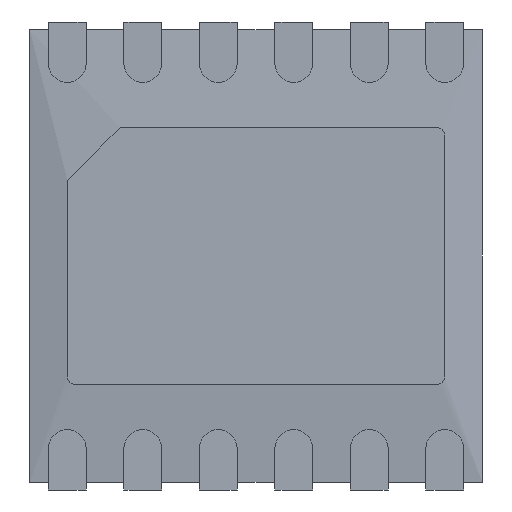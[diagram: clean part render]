
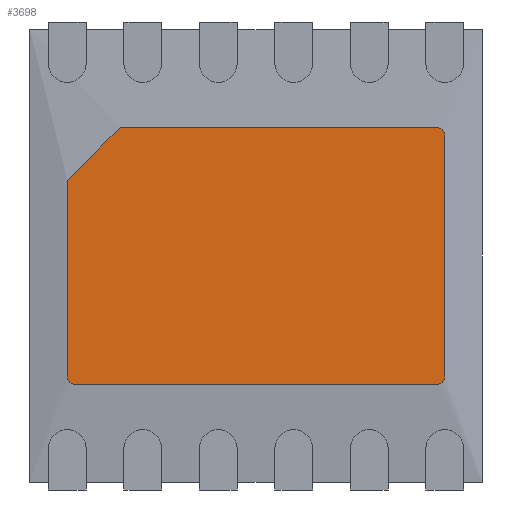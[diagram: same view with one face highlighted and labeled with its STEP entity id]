
A CAD part, front view. The second image highlights one B-rep face of the part: STEP entity #3698.
In plain terms, the highlighted planar face has unit normal (0, -1, 0).
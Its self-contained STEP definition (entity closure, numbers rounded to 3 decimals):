
#3510 = CARTESIAN_POINT ( 'NONE',  ( 1.25, 0., 0.8 ) ) ;
#3511 = VERTEX_POINT ( 'NONE', #3510 ) ;
#3518 = CARTESIAN_POINT ( 'NONE',  ( 1.25, 0., -0.8 ) ) ;
#3519 = VERTEX_POINT ( 'NONE', #3518 ) ;
#3520 = CARTESIAN_POINT ( 'NONE',  ( 1.25, 0., -0.85 ) ) ;
#3521 = DIRECTION ( 'NONE',  ( 0., 0., 1. ) ) ;
#3522 = VECTOR ( 'NONE', #3521, 1000. ) ;
#3523 = LINE ( 'NONE', #3520, #3522 ) ;
#3524 = EDGE_CURVE ( 'NONE', #3519, #3511, #3523, .T. ) ;
#3540 = CARTESIAN_POINT ( 'NONE',  ( 1.2, 0., 0.85 ) ) ;
#3541 = VERTEX_POINT ( 'NONE', #3540 ) ;
#3542 = CARTESIAN_POINT ( 'NONE',  ( -0.9, 0., 0.85 ) ) ;
#3543 = VERTEX_POINT ( 'NONE', #3542 ) ;
#3544 = CARTESIAN_POINT ( 'NONE',  ( -1.25, 0., 0.85 ) ) ;
#3545 = DIRECTION ( 'NONE',  ( -1., 0., 0. ) ) ;
#3546 = VECTOR ( 'NONE', #3545, 1000. ) ;
#3547 = LINE ( 'NONE', #3544, #3546 ) ;
#3548 = EDGE_CURVE ( 'NONE', #3541, #3543, #3547, .T. ) ;
#3590 = CARTESIAN_POINT ( 'NONE',  ( -1.25, 0., -0.8 ) ) ;
#3591 = VERTEX_POINT ( 'NONE', #3590 ) ;
#3598 = CARTESIAN_POINT ( 'NONE',  ( -1.25, 0., 0.5 ) ) ;
#3599 = VERTEX_POINT ( 'NONE', #3598 ) ;
#3600 = CARTESIAN_POINT ( 'NONE',  ( -1.25, 0., -0.85 ) ) ;
#3601 = DIRECTION ( 'NONE',  ( 0., 0., -1. ) ) ;
#3602 = VECTOR ( 'NONE', #3601, 1000. ) ;
#3603 = LINE ( 'NONE', #3600, #3602 ) ;
#3604 = EDGE_CURVE ( 'NONE', #3599, #3591, #3603, .T. ) ;
#3630 = CARTESIAN_POINT ( 'NONE',  ( 1.2, 0., -0.85 ) ) ;
#3631 = VERTEX_POINT ( 'NONE', #3630 ) ;
#3638 = CARTESIAN_POINT ( 'NONE',  ( -1.2, 0., -0.85 ) ) ;
#3639 = VERTEX_POINT ( 'NONE', #3638 ) ;
#3640 = CARTESIAN_POINT ( 'NONE',  ( -1.25, 0., -0.85 ) ) ;
#3641 = DIRECTION ( 'NONE',  ( 1., 0., 0. ) ) ;
#3642 = VECTOR ( 'NONE', #3641, 1000. ) ;
#3643 = LINE ( 'NONE', #3640, #3642 ) ;
#3644 = EDGE_CURVE ( 'NONE', #3639, #3631, #3643, .T. ) ;
#3660 = ORIENTED_EDGE ( 'NONE', *, *, #3524, .T. ) ;
#3661 = CARTESIAN_POINT ( 'NONE',  ( 1.2, 0., 0.8 ) ) ;
#3662 = DIRECTION ( 'NONE',  ( 0., -1., 0. ) ) ;
#3663 = DIRECTION ( 'NONE',  ( 0., 0., 1. ) ) ;
#3664 = AXIS2_PLACEMENT_3D ( 'NONE', #3661, #3662, #3663 ) ;
#3665 = CIRCLE ( 'NONE', #3664, 0.05) ;
#3666 = EDGE_CURVE ( 'NONE', #3511, #3541, #3665, .T. ) ;
#3667 = ORIENTED_EDGE ( 'NONE', *, *, #3666, .T. ) ;
#3668 = ORIENTED_EDGE ( 'NONE', *, *, #3548, .T. ) ;
#3669 = CARTESIAN_POINT ( 'NONE',  ( -1.25, 0., 0.5 ) ) ;
#3670 = DIRECTION ( 'NONE',  ( -0.707, 0., -0.707 ) ) ;
#3671 = VECTOR ( 'NONE', #3670, 1000. ) ;
#3672 = LINE ( 'NONE', #3669, #3671 ) ;
#3673 = EDGE_CURVE ( 'NONE', #3543, #3599, #3672, .T. ) ;
#3674 = ORIENTED_EDGE ( 'NONE', *, *, #3673, .T. ) ;
#3675 = ORIENTED_EDGE ( 'NONE', *, *, #3604, .T. ) ;
#3676 = CARTESIAN_POINT ( 'NONE',  ( -1.2, 0., -0.8 ) ) ;
#3677 = DIRECTION ( 'NONE',  ( 0., -1., 0. ) ) ;
#3678 = DIRECTION ( 'NONE',  ( 0., 0., 1. ) ) ;
#3679 = AXIS2_PLACEMENT_3D ( 'NONE', #3676, #3677, #3678 ) ;
#3680 = CIRCLE ( 'NONE', #3679, 0.05) ;
#3681 = EDGE_CURVE ( 'NONE', #3591, #3639, #3680, .T. ) ;
#3682 = ORIENTED_EDGE ( 'NONE', *, *, #3681, .T. ) ;
#3683 = ORIENTED_EDGE ( 'NONE', *, *, #3644, .T. ) ;
#3684 = CARTESIAN_POINT ( 'NONE',  ( 1.2, 0., -0.8 ) ) ;
#3685 = DIRECTION ( 'NONE',  ( 0., -1., 0. ) ) ;
#3686 = DIRECTION ( 'NONE',  ( 0., 0., 1. ) ) ;
#3687 = AXIS2_PLACEMENT_3D ( 'NONE', #3684, #3685, #3686 ) ;
#3688 = CIRCLE ( 'NONE', #3687, 0.05) ;
#3689 = EDGE_CURVE ( 'NONE', #3631, #3519, #3688, .T. ) ;
#3690 = ORIENTED_EDGE ( 'NONE', *, *, #3689, .T. ) ;
#3691 = EDGE_LOOP ( 'NONE', ( #3660, #3667, #3668, #3674, #3675, #3682, #3683, #3690 ) ) ;
#3692 = FACE_OUTER_BOUND ( 'NONE', #3691, .T. ) ;
#3693 = CARTESIAN_POINT ( 'NONE',  ( 0., 0., 0. ) ) ;
#3694 = DIRECTION ( 'NONE',  ( 0., 1., 0. ) ) ;
#3695 = DIRECTION ( 'NONE',  ( 0., 0., 1. ) ) ;
#3696 = AXIS2_PLACEMENT_3D ( 'NONE', #3693, #3694, #3695 ) ;
#3697 = PLANE ( 'NONE', #3696 ) ;
#3698 = ADVANCED_FACE ( 'NONE', ( #3692 ), #3697, .F. ) ;
